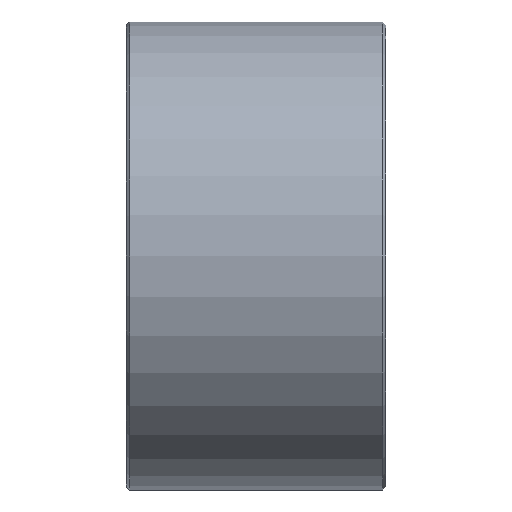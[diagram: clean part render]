
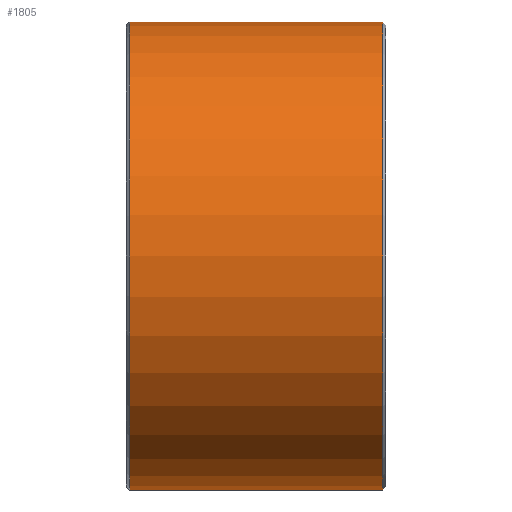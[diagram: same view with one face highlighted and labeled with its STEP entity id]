
A CAD part, left-side view. The second image highlights one B-rep face of the part: STEP entity #1805.
In plain terms, the highlighted cylindrical face has radius 18.5 mm (diameter 37 mm), a partial arc.
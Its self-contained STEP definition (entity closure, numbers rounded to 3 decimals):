
#247 = VERTEX_POINT ( 'NONE', #1110 ) ;
#257 = FACE_OUTER_BOUND ( 'NONE', #840, .T. ) ;
#308 = ORIENTED_EDGE ( 'NONE', *, *, #318, .T. ) ;
#318 = EDGE_CURVE ( 'NONE', #247, #2347, #1543, .T. ) ;
#369 = AXIS2_PLACEMENT_3D ( 'NONE', #1888, #1695, #2499 ) ;
#424 = VECTOR ( 'NONE', #1041, 1000. ) ;
#438 = ORIENTED_EDGE ( 'NONE', *, *, #594, .F. ) ;
#503 = CARTESIAN_POINT ( 'NONE',  ( 0., 20.5, -18.5 ) ) ;
#594 = EDGE_CURVE ( 'NONE', #811, #1184, #1795, .T. ) ;
#674 = ORIENTED_EDGE ( 'NONE', *, *, #890, .T. ) ;
#684 = CIRCLE ( 'NONE', #2439, 18.5 ) ;
#767 = CIRCLE ( 'NONE', #369, 18.5 ) ;
#811 = VERTEX_POINT ( 'NONE', #2334 ) ;
#840 = EDGE_LOOP ( 'NONE', ( #438, #674, #308, #1022 ) ) ;
#890 = EDGE_CURVE ( 'NONE', #811, #247, #767, .T. ) ;
#1011 = VECTOR ( 'NONE', #2526, 1000. ) ;
#1022 = ORIENTED_EDGE ( 'NONE', *, *, #2241, .T. ) ;
#1041 = DIRECTION ( 'NONE',  ( 0., -1., 0. ) ) ;
#1110 = CARTESIAN_POINT ( 'NONE',  ( 0., 20.25, -18.5 ) ) ;
#1121 = DIRECTION ( 'NONE',  ( 0., -1., 0. ) ) ;
#1184 = VERTEX_POINT ( 'NONE', #2590 ) ;
#1200 = CARTESIAN_POINT ( 'NONE',  ( 0., 0.21, 0. ) ) ;
#1543 = LINE ( 'NONE', #503, #1011 ) ;
#1626 = DIRECTION ( 'NONE',  ( 0., 1., 0. ) ) ;
#1695 = DIRECTION ( 'NONE',  ( 0., -1., 0. ) ) ;
#1788 = CYLINDRICAL_SURFACE ( 'NONE', #1866, 18.5 ) ;
#1795 = LINE ( 'NONE', #2461, #424 ) ;
#1805 = ADVANCED_FACE ( 'NONE', ( #257 ), #1788, .T. ) ;
#1866 = AXIS2_PLACEMENT_3D ( 'NONE', #2556, #1121, #2538 ) ;
#1888 = CARTESIAN_POINT ( 'NONE',  ( 0., 20.25, 0. ) ) ;
#2209 = DIRECTION ( 'NONE',  ( 0., 0., 1. ) ) ;
#2241 = EDGE_CURVE ( 'NONE', #2347, #1184, #684, .T. ) ;
#2334 = CARTESIAN_POINT ( 'NONE',  ( 0., 20.25, 18.5 ) ) ;
#2347 = VERTEX_POINT ( 'NONE', #2612 ) ;
#2439 = AXIS2_PLACEMENT_3D ( 'NONE', #1200, #1626, #2209 ) ;
#2461 = CARTESIAN_POINT ( 'NONE',  ( 0., 20.5, 18.5 ) ) ;
#2499 = DIRECTION ( 'NONE',  ( 0., 0., 1. ) ) ;
#2526 = DIRECTION ( 'NONE',  ( 0., -1., 0. ) ) ;
#2538 = DIRECTION ( 'NONE',  ( 0., 0., -1. ) ) ;
#2556 = CARTESIAN_POINT ( 'NONE',  ( 0., 20.5, 0. ) ) ;
#2590 = CARTESIAN_POINT ( 'NONE',  ( 0., 0.21, 18.5 ) ) ;
#2612 = CARTESIAN_POINT ( 'NONE',  ( 0., 0.21, -18.5 ) ) ;
